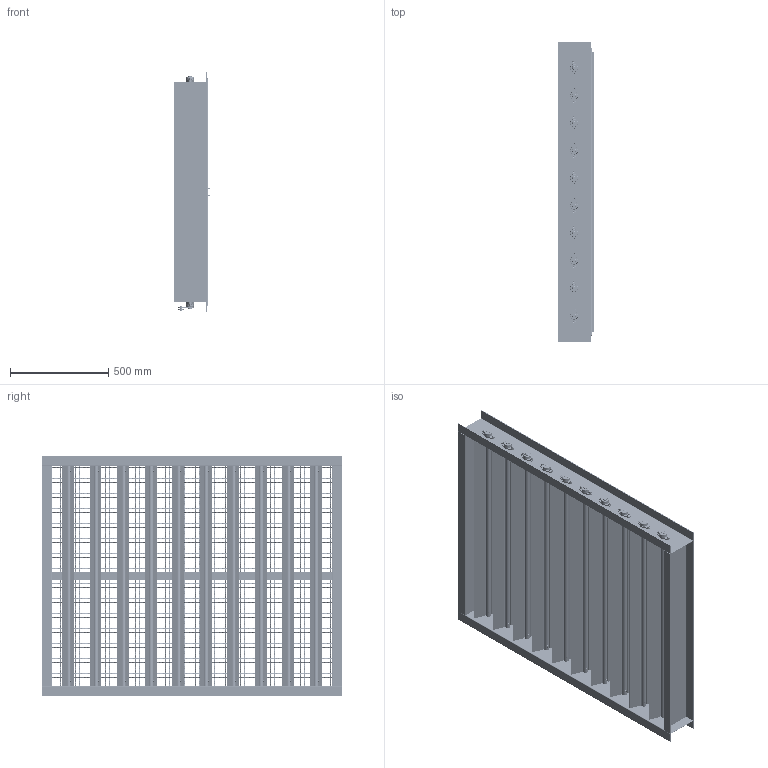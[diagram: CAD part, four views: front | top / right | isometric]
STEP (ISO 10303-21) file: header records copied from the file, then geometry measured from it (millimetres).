
FILE_DESCRIPTION (( 'STEP AP203' ), '1' );
FILE_NAME ('Louver 061516.STEP', '2016-06-19T17:01:08', ( '' ), ( '' ), 'SwSTEP 2.0', 'SolidWorks 2015', '' );
FILE_SCHEMA (( 'CONFIG_CONTROL_DESIGN' ));
Length unit declared in the file: inch
Products named in the file (21): Frame, Louver 061516; Louver Frame, Part 01^Frame, Louver 061516; e-external retaining ring_ai_B27.1 - NA3-S74; Lever 061516-02; Louver Vane Shaft; Wire, ScreenLength^Wire Mesh, Louver; hex screw_ai_IN-HHMS 0.25-20x1x1-N; Vane, Louver 061516; Flange-Mounted Sleeve Bearings, McMaster-Carr 2820T380_2820T38; Lever 03_Default<As Machined>; Vane, Rod^Vane, Louver 061516; Wire Screen Frame_Default<As Machined>; Louver 061516; Vane, Plate^Vane, Louver 061516; flush stud_pmi_PEM FH-0518-12 X--N; Wire, ScreenWidth^Wire Mesh, Louver; Wire Mesh, Louver; hex jam nut_ai_HJNUT 0.3750-16-D-N; flat washer type a narrow_ai_Preferred Narrow FW 0.5; Louver Frame, Part 2^Frame, Louver 061516; e-external retaining ring_ai_B27.1 - NA3-50
Assembly tree (308 placements, depth 3):
  Louver 061516
    Frame, Louver 061516
      Louver Frame, Part 01^Frame, Louver 061516  x2
      Louver Frame, Part 2^Frame, Louver 061516  x2
    Vane, Louver 061516  x10
      Vane, Rod^Vane, Louver 061516
      Vane, Plate^Vane, Louver 061516
    Lever 061516-02  x10
      Lever 03_Default<As Machined>
      flat washer type a narrow_ai_Preferred Narrow FW 0.5
      e-external retaining ring_ai_B27.1 - NA3-50
    Flange-Mounted Sleeve Bearings, McMaster-Carr 2820T380_2820T38  x20
    Louver Vane Shaft  x10
    flush stud_pmi_PEM FH-0518-12 X--N  x40
    hex jam nut_ai_HJNUT 0.3750-16-D-N  x40
    hex screw_ai_IN-HHMS 0.25-20x1x1-N  x20
    e-external retaining ring_ai_B27.1 - NA3-S74  x10
    Wire Mesh, Louver
      Wire, ScreenWidth^Wire Mesh, Louver  x60
      Wire, ScreenLength^Wire Mesh, Louver  x76
      Wire Screen Frame_Default<As Machined>
Bounding box: 184.89 x 1524 x 1219.2 mm (x, y, z)
Volume: 10482613.1 mm3; surface area: 11543047.9 mm2
Topology: 360 solids, 360 shells, 16974 faces, 37630 edges, 21496 vertices
Faces by surface type: bspline 9136, plane 3808, cylinder 2090, cone 1740, torus 200
Entity records: 42810 total; most frequent: CARTESIAN_POINT 15896, DIRECTION 3801, ORIENTED_EDGE 3298, EDGE_CURVE 1649, AXIS2_PLACEMENT_3D 1519, VERTEX_POINT 982, EDGE_LOOP 811, VECTOR 763
